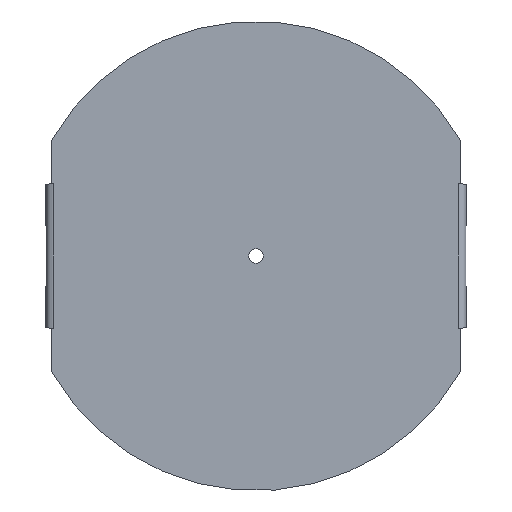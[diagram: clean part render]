
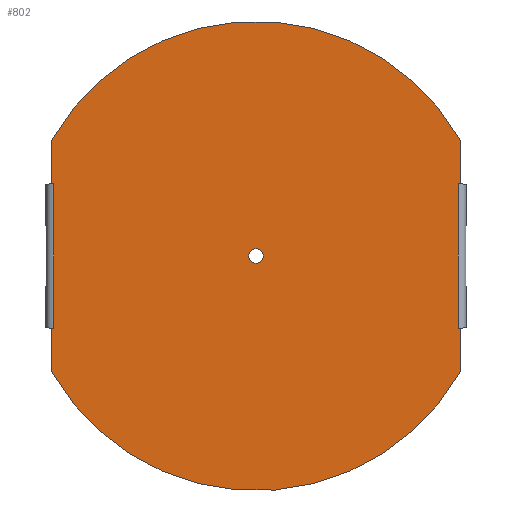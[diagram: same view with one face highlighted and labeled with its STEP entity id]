
A CAD part, left-side view. The second image highlights one B-rep face of the part: STEP entity #802.
In plain terms, the highlighted planar face has unit normal (-1, 0, 0).
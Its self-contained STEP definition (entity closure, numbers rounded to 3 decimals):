
#1=DIRECTION('',(0.,0.,-1.));
#2=VECTOR('',#1,1.502);
#3=CARTESIAN_POINT('',(-0.2,-7.1,-2.5));
#4=LINE('',#3,#2);
#5=CARTESIAN_POINT('',(-0.2,0.,0.));
#6=DIRECTION('',(1.,0.,0.));
#7=DIRECTION('',(0.,-0.871,-0.491));
#8=AXIS2_PLACEMENT_3D('',#5,#6,#7);
#10=DIRECTION('',(0.,0.,1.));
#11=VECTOR('',#10,1.502);
#12=CARTESIAN_POINT('',(-0.2,7.1,-4.002));
#13=LINE('',#12,#11);
#14=DIRECTION('',(0.,1.,0.));
#15=VECTOR('',#14,0.082);
#16=CARTESIAN_POINT('',(-0.2,7.018,-2.5));
#17=LINE('',#16,#15);
#18=DIRECTION('',(0.,1.,0.));
#19=VECTOR('',#18,0.082);
#20=CARTESIAN_POINT('',(-0.2,7.018,2.5));
#21=LINE('',#20,#19);
#22=DIRECTION('',(0.,0.,1.));
#23=VECTOR('',#22,1.502);
#24=CARTESIAN_POINT('',(-0.2,7.1,2.5));
#25=LINE('',#24,#23);
#26=CARTESIAN_POINT('',(-0.2,0.,0.));
#27=DIRECTION('',(1.,0.,0.));
#28=DIRECTION('',(0.,0.871,0.491));
#29=AXIS2_PLACEMENT_3D('',#26,#27,#28);
#31=DIRECTION('',(0.,0.,-1.));
#32=VECTOR('',#31,1.502);
#33=CARTESIAN_POINT('',(-0.2,-7.1,4.002));
#34=LINE('',#33,#32);
#35=DIRECTION('',(0.,-1.,0.));
#36=VECTOR('',#35,0.082);
#37=CARTESIAN_POINT('',(-0.2,-7.018,2.5));
#38=LINE('',#37,#36);
#39=DIRECTION('',(0.,-1.,0.));
#40=VECTOR('',#39,0.082);
#41=CARTESIAN_POINT('',(-0.2,-7.018,-2.5));
#42=LINE('',#41,#40);
#43=CARTESIAN_POINT('',(-0.2,0.,0.));
#44=DIRECTION('',(-1.,0.,0.));
#45=DIRECTION('',(0.,0.,-1.));
#46=AXIS2_PLACEMENT_3D('',#43,#44,#45);
#48=CARTESIAN_POINT('',(-0.2,0.,0.));
#49=DIRECTION('',(-1.,0.,0.));
#50=DIRECTION('',(0.,0.,1.));
#51=AXIS2_PLACEMENT_3D('',#48,#49,#50);
#382=DIRECTION('',(0.,0.,1.));
#383=VECTOR('',#382,5.);
#384=CARTESIAN_POINT('',(-0.2,7.018,-2.5));
#385=LINE('',#384,#383);
#502=DIRECTION('',(0.,0.,-1.));
#503=VECTOR('',#502,5.);
#504=CARTESIAN_POINT('',(-0.2,-7.018,2.5));
#505=LINE('',#504,#503);
#605=CARTESIAN_POINT('',(-0.2,7.1,4.002));
#606=CARTESIAN_POINT('',(-0.2,-7.1,4.002));
#607=VERTEX_POINT('',#605);
#608=VERTEX_POINT('',#606);
#609=CARTESIAN_POINT('',(-0.2,-7.1,-4.002));
#610=CARTESIAN_POINT('',(-0.2,7.1,-4.002));
#611=VERTEX_POINT('',#609);
#612=VERTEX_POINT('',#610);
#653=CARTESIAN_POINT('',(-0.2,7.018,-2.5));
#654=CARTESIAN_POINT('',(-0.2,7.1,-2.5));
#655=VERTEX_POINT('',#653);
#656=VERTEX_POINT('',#654);
#659=CARTESIAN_POINT('',(-0.2,7.018,2.5));
#660=CARTESIAN_POINT('',(-0.2,7.1,2.5));
#661=VERTEX_POINT('',#659);
#662=VERTEX_POINT('',#660);
#689=CARTESIAN_POINT('',(-0.2,-7.018,2.5));
#690=CARTESIAN_POINT('',(-0.2,-7.1,2.5));
#691=VERTEX_POINT('',#689);
#692=VERTEX_POINT('',#690);
#697=CARTESIAN_POINT('',(-0.2,-7.018,-2.5));
#698=CARTESIAN_POINT('',(-0.2,-7.1,-2.5));
#699=VERTEX_POINT('',#697);
#700=VERTEX_POINT('',#698);
#757=CARTESIAN_POINT('',(-0.2,0.,-0.25));
#758=CARTESIAN_POINT('',(-0.2,0.,0.25));
#759=VERTEX_POINT('',#757);
#760=VERTEX_POINT('',#758);
#765=CARTESIAN_POINT('',(-0.2,0.,0.));
#766=DIRECTION('',(1.,0.,0.));
#767=DIRECTION('',(0.,0.,-1.));
#768=AXIS2_PLACEMENT_3D('',#765,#766,#767);
#769=PLANE('',#768);
#771=ORIENTED_EDGE('',*,*,#770,.T.);
#773=ORIENTED_EDGE('',*,*,#772,.T.);
#775=ORIENTED_EDGE('',*,*,#774,.T.);
#777=ORIENTED_EDGE('',*,*,#776,.F.);
#779=ORIENTED_EDGE('',*,*,#778,.T.);
#781=ORIENTED_EDGE('',*,*,#780,.T.);
#783=ORIENTED_EDGE('',*,*,#782,.T.);
#785=ORIENTED_EDGE('',*,*,#784,.T.);
#787=ORIENTED_EDGE('',*,*,#786,.T.);
#789=ORIENTED_EDGE('',*,*,#788,.F.);
#791=ORIENTED_EDGE('',*,*,#790,.T.);
#793=ORIENTED_EDGE('',*,*,#792,.T.);
#794=EDGE_LOOP('',(#771,#773,#775,#777,#779,#781,#783,#785,#787,#789,#791,
#793));
#795=FACE_OUTER_BOUND('',#794,.F.);
#797=ORIENTED_EDGE('',*,*,#796,.T.);
#799=ORIENTED_EDGE('',*,*,#798,.T.);
#800=EDGE_LOOP('',(#797,#799));
#801=FACE_BOUND('',#800,.F.);
#802=ADVANCED_FACE('',(#795,#801),#769,.F.);
#9=CIRCLE('',#8,8.15);
#30=CIRCLE('',#29,8.15);
#47=CIRCLE('',#46,0.25);
#52=CIRCLE('',#51,0.25);
#770=EDGE_CURVE('',#700,#611,#4,.T.);
#772=EDGE_CURVE('',#611,#612,#9,.T.);
#774=EDGE_CURVE('',#612,#656,#13,.T.);
#776=EDGE_CURVE('',#655,#656,#17,.T.);
#778=EDGE_CURVE('',#655,#661,#385,.T.);
#780=EDGE_CURVE('',#661,#662,#21,.T.);
#782=EDGE_CURVE('',#662,#607,#25,.T.);
#784=EDGE_CURVE('',#607,#608,#30,.T.);
#786=EDGE_CURVE('',#608,#692,#34,.T.);
#788=EDGE_CURVE('',#691,#692,#38,.T.);
#790=EDGE_CURVE('',#691,#699,#505,.T.);
#792=EDGE_CURVE('',#699,#700,#42,.T.);
#796=EDGE_CURVE('',#759,#760,#47,.T.);
#798=EDGE_CURVE('',#760,#759,#52,.T.);
